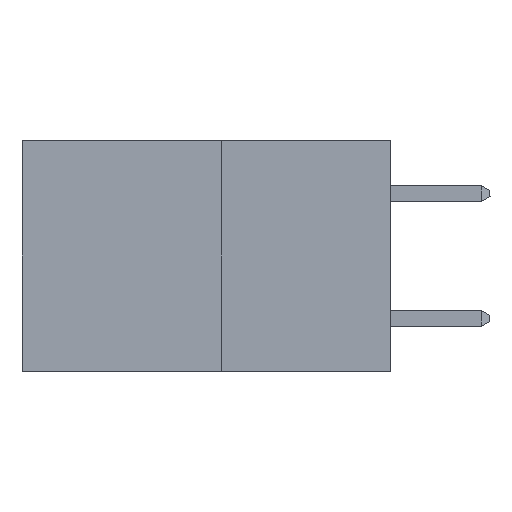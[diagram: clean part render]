
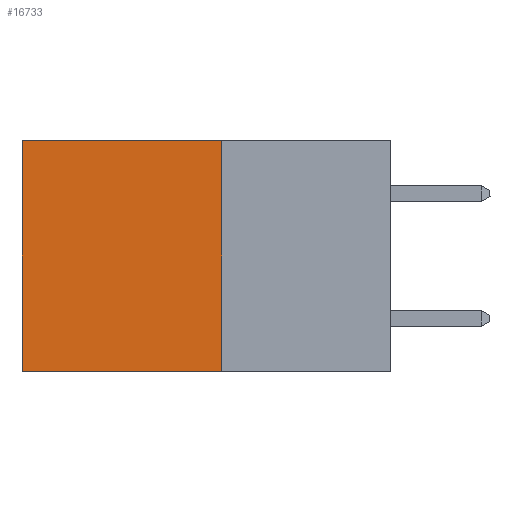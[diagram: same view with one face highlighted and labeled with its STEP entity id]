
A CAD part, left-side view. The second image highlights one B-rep face of the part: STEP entity #16733.
In plain terms, the highlighted planar face has unit normal (-1, 0, 0).
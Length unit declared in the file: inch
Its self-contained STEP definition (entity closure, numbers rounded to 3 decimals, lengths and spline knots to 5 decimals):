
#1181 = ORIENTED_EDGE ( 'NONE', *, *, #7464, .T. ) ;
#1678 = DIRECTION ( 'NONE',  ( 0., 1., 0. ) ) ;
#1942 = CARTESIAN_POINT ( 'NONE',  ( 0.277, 0.27, -0.37 ) ) ;
#2004 = DIRECTION ( 'NONE',  ( 0., 0., -1. ) ) ;
#2545 = DIRECTION ( 'NONE',  ( 0., 0., -1. ) ) ;
#2595 = VERTEX_POINT ( 'NONE', #14831 ) ;
#2983 = VECTOR ( 'NONE', #1678, 39.37008 ) ;
#3202 = CARTESIAN_POINT ( 'NONE',  ( 0.277, 0.27, 0. ) ) ;
#3756 = VERTEX_POINT ( 'NONE', #15725 ) ;
#4991 = VERTEX_POINT ( 'NONE', #16073 ) ;
#4996 = FACE_OUTER_BOUND ( 'NONE', #11161, .T. ) ;
#6306 = DIRECTION ( 'NONE',  ( 0., 0., -1. ) ) ;
#6367 = LINE ( 'NONE', #1942, #14350 ) ;
#6444 = CARTESIAN_POINT ( 'NONE',  ( 0.277, 0.59, -0.37 ) ) ;
#7464 = EDGE_CURVE ( 'NONE', #3756, #2595, #20337, .T. ) ;
#8931 = CARTESIAN_POINT ( 'NONE',  ( 0.277, 0.27, 0. ) ) ;
#9668 = LINE ( 'NONE', #17370, #17492 ) ;
#9684 = VERTEX_POINT ( 'NONE', #8931 ) ;
#10574 = CARTESIAN_POINT ( 'NONE',  ( 0.277, 0.27, -0.37 ) ) ;
#11161 = EDGE_LOOP ( 'NONE', ( #1181, #11493, #12828, #14679 ) ) ;
#11174 = DIRECTION ( 'NONE',  ( 0., 1., 0. ) ) ;
#11493 = ORIENTED_EDGE ( 'NONE', *, *, #13074, .F. ) ;
#12171 = DIRECTION ( 'NONE',  ( 1., 0., 0. ) ) ;
#12828 = ORIENTED_EDGE ( 'NONE', *, *, #14644, .F. ) ;
#13074 = EDGE_CURVE ( 'NONE', #4991, #2595, #9668, .T. ) ;
#14350 = VECTOR ( 'NONE', #2004, 39.37008 ) ;
#14644 = EDGE_CURVE ( 'NONE', #9684, #4991, #6367, .T. ) ;
#14679 = ORIENTED_EDGE ( 'NONE', *, *, #19406, .T. ) ;
#14831 = CARTESIAN_POINT ( 'NONE',  ( 0.277, 0.59, -0.37 ) ) ;
#14997 = AXIS2_PLACEMENT_3D ( 'NONE', #10574, #12171, #2545 ) ;
#15725 = CARTESIAN_POINT ( 'NONE',  ( 0.277, 0.59, 0. ) ) ;
#16073 = CARTESIAN_POINT ( 'NONE',  ( 0.277, 0.27, -0.37 ) ) ;
#16213 = LINE ( 'NONE', #3202, #2983 ) ;
#16733 = ADVANCED_FACE ( 'NONE', ( #4996 ), #19814, .F. ) ;
#16836 = VECTOR ( 'NONE', #6306, 39.37008 ) ;
#17370 = CARTESIAN_POINT ( 'NONE',  ( 0.277, 0.27, -0.37 ) ) ;
#17492 = VECTOR ( 'NONE', #11174, 39.37008 ) ;
#19406 = EDGE_CURVE ( 'NONE', #9684, #3756, #16213, .T. ) ;
#19814 = PLANE ( 'NONE',  #14997 ) ;
#20337 = LINE ( 'NONE', #6444, #16836 ) ;
